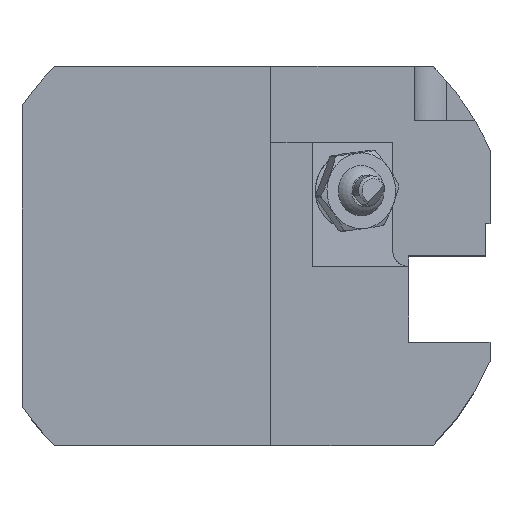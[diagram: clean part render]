
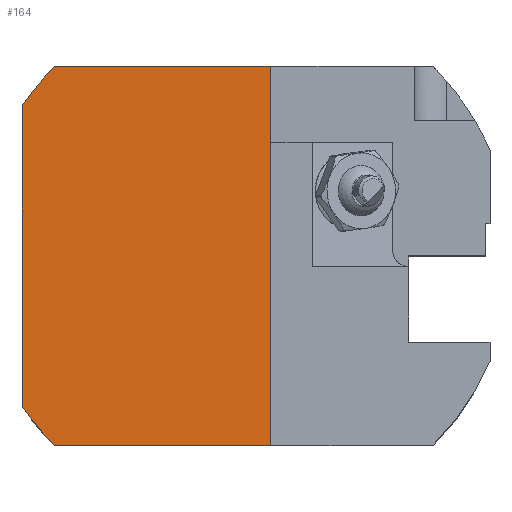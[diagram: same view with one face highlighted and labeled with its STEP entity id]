
A CAD part, top view. The second image highlights one B-rep face of the part: STEP entity #164.
In plain terms, the highlighted planar face has unit normal (0, 0, 1).
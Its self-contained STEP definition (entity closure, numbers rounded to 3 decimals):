
#112=CIRCLE('',#1189,49.5);
#113=CIRCLE('',#1190,49.5);
#164=ADVANCED_FACE('',(#268),#230,.T.);
#230=PLANE('',#1191);
#268=FACE_OUTER_BOUND('',#325,.T.);
#325=EDGE_LOOP('',(#411,#412,#413,#414,#415,#416));
#411=ORIENTED_EDGE('',*,*,#851,.T.);
#412=ORIENTED_EDGE('',*,*,#852,.F.);
#413=ORIENTED_EDGE('',*,*,#853,.T.);
#414=ORIENTED_EDGE('',*,*,#854,.F.);
#415=ORIENTED_EDGE('',*,*,#855,.F.);
#416=ORIENTED_EDGE('',*,*,#856,.F.);
#741=VERTEX_POINT('',#1666);
#742=VERTEX_POINT('',#1667);
#743=VERTEX_POINT('',#1669);
#744=VERTEX_POINT('',#1671);
#745=VERTEX_POINT('',#1673);
#746=VERTEX_POINT('',#1675);
#851=EDGE_CURVE('',#741,#742,#1015,.T.);
#852=EDGE_CURVE('',#743,#742,#112,.T.);
#853=EDGE_CURVE('',#743,#744,#1016,.T.);
#854=EDGE_CURVE('',#745,#744,#113,.T.);
#855=EDGE_CURVE('',#746,#745,#1017,.T.);
#856=EDGE_CURVE('',#741,#746,#1018,.T.);
#1015=LINE('',#1665,#1106);
#1016=LINE('',#1670,#1107);
#1017=LINE('',#1674,#1108);
#1018=LINE('',#1676,#1109);
#1106=VECTOR('',#1325,1.);
#1107=VECTOR('',#1328,1.);
#1108=VECTOR('',#1331,1.);
#1109=VECTOR('',#1332,1.);
#1189=AXIS2_PLACEMENT_3D('',#1668,#1326,#1327);
#1190=AXIS2_PLACEMENT_3D('',#1672,#1329,#1330);
#1191=AXIS2_PLACEMENT_3D('',#1677,#1333,#1334);
#1325=DIRECTION('',(-1.,0.,0.));
#1326=DIRECTION('',(0.,0.,-1.));
#1327=DIRECTION('',(1.,0.,0.));
#1328=DIRECTION('',(0.,-1.,0.));
#1329=DIRECTION('',(0.,0.,-1.));
#1330=DIRECTION('',(1.,0.,0.));
#1331=DIRECTION('',(-1.,0.,0.));
#1332=DIRECTION('',(0.,-1.,0.));
#1333=DIRECTION('',(0.,0.,1.));
#1334=DIRECTION('',(1.,0.,0.));
#1665=CARTESIAN_POINT('',(5.,35.,22.));
#1666=CARTESIAN_POINT('',(5.,35.,22.));
#1667=CARTESIAN_POINT('',(-35.004,35.,22.));
#1668=CARTESIAN_POINT('',(0.,0.,22.));
#1669=CARTESIAN_POINT('',(-41.,27.735,22.));
#1670=CARTESIAN_POINT('',(-41.,35.,22.));
#1671=CARTESIAN_POINT('',(-41.,-27.735,22.));
#1672=CARTESIAN_POINT('',(0.,0.,22.));
#1673=CARTESIAN_POINT('',(-35.004,-35.,22.));
#1674=CARTESIAN_POINT('',(5.,-35.,22.));
#1675=CARTESIAN_POINT('',(5.,-35.,22.));
#1676=CARTESIAN_POINT('',(5.,35.,22.));
#1677=CARTESIAN_POINT('',(5.,35.,22.));
